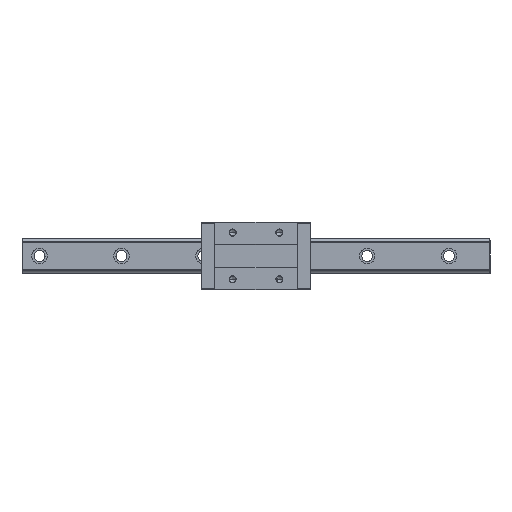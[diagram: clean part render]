
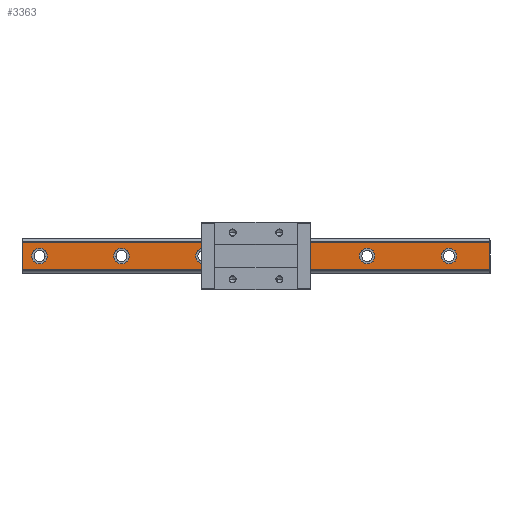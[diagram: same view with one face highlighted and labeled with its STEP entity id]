
A CAD part, top view. The second image highlights one B-rep face of the part: STEP entity #3363.
In plain terms, the highlighted planar face has unit normal (0, 0, 1).
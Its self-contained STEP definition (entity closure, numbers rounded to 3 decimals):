
#7 = AXIS2_PLACEMENT_3D ( 'NONE', #2760, #818, #3375 ) ;
#9 = CARTESIAN_POINT ( 'NONE',  ( -171.804, -83.491, 47. ) ) ;
#15 = CARTESIAN_POINT ( 'NONE',  ( 185.696, -65.795, 47. ) ) ;
#43 = CARTESIAN_POINT ( 'NONE',  ( -181.804, -83.491, 47. ) ) ;
#46 = DIRECTION ( 'NONE',  ( -1., 0., 0. ) ) ;
#58 = EDGE_CURVE ( 'NONE', #1500, #199, #301, .T. ) ;
#68 = AXIS2_PLACEMENT_3D ( 'NONE', #2986, #96, #2385 ) ;
#87 = CARTESIAN_POINT ( 'NONE',  ( 185.696, -65.795, 47. ) ) ;
#96 = DIRECTION ( 'NONE',  ( 0., 0., 1. ) ) ;
#199 = VERTEX_POINT ( 'NONE', #666 ) ;
#202 = LINE ( 'NONE', #2576, #3551 ) ;
#208 = CARTESIAN_POINT ( 'NONE',  ( 123.196, -83.491, 47. ) ) ;
#291 = AXIS2_PLACEMENT_3D ( 'NONE', #1037, #3017, #2337 ) ;
#301 = CIRCLE ( 'NONE', #1891, 10. ) ;
#302 = DIRECTION ( 'NONE',  ( -1., 0., 0. ) ) ;
#391 = CARTESIAN_POINT ( 'NONE',  ( -181.804, -83.491, 47. ) ) ;
#393 = EDGE_CURVE ( 'NONE', #2699, #1627, #945, .T. ) ;
#401 = AXIS2_PLACEMENT_3D ( 'NONE', #43, #3968, #2346 ) ;
#421 = VECTOR ( 'NONE', #430, 1000. ) ;
#430 = DIRECTION ( 'NONE',  ( 1., 0., 0. ) ) ;
#440 = EDGE_LOOP ( 'NONE', ( #3216, #3140 ) ) ;
#511 = AXIS2_PLACEMENT_3D ( 'NONE', #518, #2792, #1098 ) ;
#518 = CARTESIAN_POINT ( 'NONE',  ( -76.804, -83.491, 47. ) ) ;
#599 = EDGE_CURVE ( 'NONE', #1385, #3962, #3776, .T. ) ;
#614 = CARTESIAN_POINT ( 'NONE',  ( -191.804, -83.491, 47. ) ) ;
#618 = EDGE_CURVE ( 'NONE', #1865, #1478, #3989, .T. ) ;
#666 = CARTESIAN_POINT ( 'NONE',  ( -276.804, -83.491, 47. ) ) ;
#732 = DIRECTION ( 'NONE',  ( 0., 0., 1. ) ) ;
#755 = LINE ( 'NONE', #3832, #4123 ) ;
#763 = CARTESIAN_POINT ( 'NONE',  ( -286.804, -83.491, 47. ) ) ;
#818 = DIRECTION ( 'NONE',  ( 0., 0., 1. ) ) ;
#819 = EDGE_CURVE ( 'NONE', #1478, #1865, #3575, .T. ) ;
#822 = CARTESIAN_POINT ( 'NONE',  ( -414.304, -101.186, 47. ) ) ;
#867 = EDGE_LOOP ( 'NONE', ( #2813, #1291, #3274, #1959 ) ) ;
#945 = CIRCLE ( 'NONE', #4083, 10. ) ;
#1028 = CARTESIAN_POINT ( 'NONE',  ( -401.804, -83.491, 47. ) ) ;
#1037 = CARTESIAN_POINT ( 'NONE',  ( 133.196, -83.491, 47. ) ) ;
#1045 = DIRECTION ( 'NONE',  ( -1., 0., 0. ) ) ;
#1057 = DIRECTION ( 'NONE',  ( -1., 0., 0. ) ) ;
#1098 = DIRECTION ( 'NONE',  ( -1., 0., 0. ) ) ;
#1133 = CARTESIAN_POINT ( 'NONE',  ( -296.804, -83.491, 47. ) ) ;
#1137 = DIRECTION ( 'NONE',  ( 0., 0., 1. ) ) ;
#1170 = ORIENTED_EDGE ( 'NONE', *, *, #3988, .F. ) ;
#1242 = ORIENTED_EDGE ( 'NONE', *, *, #4049, .F. ) ;
#1284 = EDGE_CURVE ( 'NONE', #2383, #2375, #1302, .T. ) ;
#1291 = ORIENTED_EDGE ( 'NONE', *, *, #2419, .F. ) ;
#1302 = LINE ( 'NONE', #87, #421 ) ;
#1314 = CARTESIAN_POINT ( 'NONE',  ( -414.304, -65.795, 47. ) ) ;
#1317 = ORIENTED_EDGE ( 'NONE', *, *, #4134, .F. ) ;
#1363 = VECTOR ( 'NONE', #46, 1000. ) ;
#1364 = CARTESIAN_POINT ( 'NONE',  ( 38.196, -83.491, 47. ) ) ;
#1385 = VERTEX_POINT ( 'NONE', #3696 ) ;
#1428 = CIRCLE ( 'NONE', #2339, 10. ) ;
#1451 = EDGE_LOOP ( 'NONE', ( #3991, #1170 ) ) ;
#1453 = CARTESIAN_POINT ( 'NONE',  ( -391.804, -83.491, 47. ) ) ;
#1472 = DIRECTION ( 'NONE',  ( -1., 0., 0. ) ) ;
#1478 = VERTEX_POINT ( 'NONE', #1493 ) ;
#1486 = FACE_BOUND ( 'NONE', #1451, .T. ) ;
#1490 = VERTEX_POINT ( 'NONE', #822 ) ;
#1493 = CARTESIAN_POINT ( 'NONE',  ( -381.804, -83.491, 47. ) ) ;
#1500 = VERTEX_POINT ( 'NONE', #1133 ) ;
#1586 = AXIS2_PLACEMENT_3D ( 'NONE', #3975, #3328, #1722 ) ;
#1627 = VERTEX_POINT ( 'NONE', #9 ) ;
#1682 = FACE_OUTER_BOUND ( 'NONE', #867, .T. ) ;
#1690 = DIRECTION ( 'NONE',  ( -1., 0., 0. ) ) ;
#1709 = PLANE ( 'NONE',  #2926 ) ;
#1722 = DIRECTION ( 'NONE',  ( -1., 0., 0. ) ) ;
#1733 = DIRECTION ( 'NONE',  ( -1., 0., 0. ) ) ;
#1787 = EDGE_CURVE ( 'NONE', #2154, #1855, #2731, .T. ) ;
#1855 = VERTEX_POINT ( 'NONE', #3609 ) ;
#1865 = VERTEX_POINT ( 'NONE', #1028 ) ;
#1868 = EDGE_CURVE ( 'NONE', #1627, #2699, #2420, .T. ) ;
#1891 = AXIS2_PLACEMENT_3D ( 'NONE', #2895, #2845, #302 ) ;
#1945 = FACE_BOUND ( 'NONE', #440, .T. ) ;
#1959 = ORIENTED_EDGE ( 'NONE', *, *, #1284, .F. ) ;
#2145 = DIRECTION ( 'NONE',  ( 0., 0., 1. ) ) ;
#2154 = VERTEX_POINT ( 'NONE', #208 ) ;
#2184 = ORIENTED_EDGE ( 'NONE', *, *, #618, .F. ) ;
#2254 = EDGE_LOOP ( 'NONE', ( #2184, #2989 ) ) ;
#2282 = CIRCLE ( 'NONE', #7, 10. ) ;
#2315 = CARTESIAN_POINT ( 'NONE',  ( -66.804, -83.491, 47. ) ) ;
#2334 = FACE_BOUND ( 'NONE', #2254, .T. ) ;
#2337 = DIRECTION ( 'NONE',  ( -1., 0., 0. ) ) ;
#2339 = AXIS2_PLACEMENT_3D ( 'NONE', #763, #1137, #1733 ) ;
#2346 = DIRECTION ( 'NONE',  ( -1., 0., 0. ) ) ;
#2354 = CARTESIAN_POINT ( 'NONE',  ( -391.804, -83.491, 47. ) ) ;
#2375 = VERTEX_POINT ( 'NONE', #15 ) ;
#2383 = VERTEX_POINT ( 'NONE', #1314 ) ;
#2385 = DIRECTION ( 'NONE',  ( -1., 0., 0. ) ) ;
#2419 = EDGE_CURVE ( 'NONE', #2686, #1490, #2982, .T. ) ;
#2420 = CIRCLE ( 'NONE', #401, 10. ) ;
#2576 = CARTESIAN_POINT ( 'NONE',  ( -414.304, -60.259, 47. ) ) ;
#2586 = CIRCLE ( 'NONE', #291, 10. ) ;
#2654 = CARTESIAN_POINT ( 'NONE',  ( 185.696, -83.491, 47. ) ) ;
#2686 = VERTEX_POINT ( 'NONE', #3569 ) ;
#2699 = VERTEX_POINT ( 'NONE', #614 ) ;
#2720 = DIRECTION ( 'NONE',  ( 0., 0., 1. ) ) ;
#2731 = CIRCLE ( 'NONE', #1586, 10. ) ;
#2760 = CARTESIAN_POINT ( 'NONE',  ( -76.804, -83.491, 47. ) ) ;
#2792 = DIRECTION ( 'NONE',  ( 0., 0., 1. ) ) ;
#2813 = ORIENTED_EDGE ( 'NONE', *, *, #3790, .F. ) ;
#2827 = EDGE_LOOP ( 'NONE', ( #3563, #3007 ) ) ;
#2845 = DIRECTION ( 'NONE',  ( 0., 0., 1. ) ) ;
#2876 = VERTEX_POINT ( 'NONE', #2315 ) ;
#2895 = CARTESIAN_POINT ( 'NONE',  ( -286.804, -83.491, 47. ) ) ;
#2926 = AXIS2_PLACEMENT_3D ( 'NONE', #2654, #3024, #3600 ) ;
#2982 = LINE ( 'NONE', #3597, #1363 ) ;
#2986 = CARTESIAN_POINT ( 'NONE',  ( 28.196, -83.491, 47. ) ) ;
#2987 = EDGE_CURVE ( 'NONE', #199, #1500, #1428, .T. ) ;
#2989 = ORIENTED_EDGE ( 'NONE', *, *, #819, .F. ) ;
#3007 = ORIENTED_EDGE ( 'NONE', *, *, #4021, .F. ) ;
#3017 = DIRECTION ( 'NONE',  ( 0., 0., 1. ) ) ;
#3024 = DIRECTION ( 'NONE',  ( 0., 0., -1. ) ) ;
#3140 = ORIENTED_EDGE ( 'NONE', *, *, #2987, .F. ) ;
#3216 = ORIENTED_EDGE ( 'NONE', *, *, #58, .F. ) ;
#3274 = ORIENTED_EDGE ( 'NONE', *, *, #3718, .T. ) ;
#3304 = FACE_BOUND ( 'NONE', #2827, .T. ) ;
#3328 = DIRECTION ( 'NONE',  ( 0., 0., 1. ) ) ;
#3363 = ADVANCED_FACE ( 'NONE', ( #1486, #3304, #3961, #3849, #1945, #2334, #1682 ), #1709, .F. ) ;
#3375 = DIRECTION ( 'NONE',  ( -1., 0., 0. ) ) ;
#3382 = VERTEX_POINT ( 'NONE', #3939 ) ;
#3433 = AXIS2_PLACEMENT_3D ( 'NONE', #2354, #732, #1690 ) ;
#3494 = DIRECTION ( 'NONE',  ( 0., 1., 0. ) ) ;
#3547 = CIRCLE ( 'NONE', #511, 10. ) ;
#3551 = VECTOR ( 'NONE', #3494, 1000. ) ;
#3563 = ORIENTED_EDGE ( 'NONE', *, *, #599, .F. ) ;
#3569 = CARTESIAN_POINT ( 'NONE',  ( 185.696, -101.186, 47. ) ) ;
#3575 = CIRCLE ( 'NONE', #4160, 10. ) ;
#3597 = CARTESIAN_POINT ( 'NONE',  ( 185.696, -101.186, 47. ) ) ;
#3600 = DIRECTION ( 'NONE',  ( -1., 0., 0. ) ) ;
#3609 = CARTESIAN_POINT ( 'NONE',  ( 143.196, -83.491, 47. ) ) ;
#3654 = DIRECTION ( 'NONE',  ( 0., 0., 1. ) ) ;
#3696 = CARTESIAN_POINT ( 'NONE',  ( 18.196, -83.491, 47. ) ) ;
#3718 = EDGE_CURVE ( 'NONE', #2686, #2375, #755, .T. ) ;
#3759 = ORIENTED_EDGE ( 'NONE', *, *, #393, .F. ) ;
#3776 = CIRCLE ( 'NONE', #68, 10. ) ;
#3789 = AXIS2_PLACEMENT_3D ( 'NONE', #4011, #2720, #1057 ) ;
#3790 = EDGE_CURVE ( 'NONE', #1490, #2383, #202, .T. ) ;
#3832 = CARTESIAN_POINT ( 'NONE',  ( 185.696, -60.259, 47. ) ) ;
#3849 = FACE_BOUND ( 'NONE', #4038, .T. ) ;
#3899 = ORIENTED_EDGE ( 'NONE', *, *, #1868, .F. ) ;
#3939 = CARTESIAN_POINT ( 'NONE',  ( -86.804, -83.491, 47. ) ) ;
#3961 = FACE_BOUND ( 'NONE', #4024, .T. ) ;
#3962 = VERTEX_POINT ( 'NONE', #1364 ) ;
#3968 = DIRECTION ( 'NONE',  ( 0., 0., 1. ) ) ;
#3975 = CARTESIAN_POINT ( 'NONE',  ( 133.196, -83.491, 47. ) ) ;
#3988 = EDGE_CURVE ( 'NONE', #1855, #2154, #2586, .T. ) ;
#3989 = CIRCLE ( 'NONE', #3433, 10. ) ;
#3991 = ORIENTED_EDGE ( 'NONE', *, *, #1787, .F. ) ;
#4011 = CARTESIAN_POINT ( 'NONE',  ( 28.196, -83.491, 47. ) ) ;
#4021 = EDGE_CURVE ( 'NONE', #3962, #1385, #4066, .T. ) ;
#4024 = EDGE_LOOP ( 'NONE', ( #1242, #1317 ) ) ;
#4038 = EDGE_LOOP ( 'NONE', ( #3759, #3899 ) ) ;
#4049 = EDGE_CURVE ( 'NONE', #3382, #2876, #2282, .T. ) ;
#4066 = CIRCLE ( 'NONE', #3789, 10. ) ;
#4083 = AXIS2_PLACEMENT_3D ( 'NONE', #391, #3654, #1045 ) ;
#4123 = VECTOR ( 'NONE', #4184, 1000. ) ;
#4134 = EDGE_CURVE ( 'NONE', #2876, #3382, #3547, .T. ) ;
#4160 = AXIS2_PLACEMENT_3D ( 'NONE', #1453, #2145, #1472 ) ;
#4184 = DIRECTION ( 'NONE',  ( 0., 1., 0. ) ) ;
